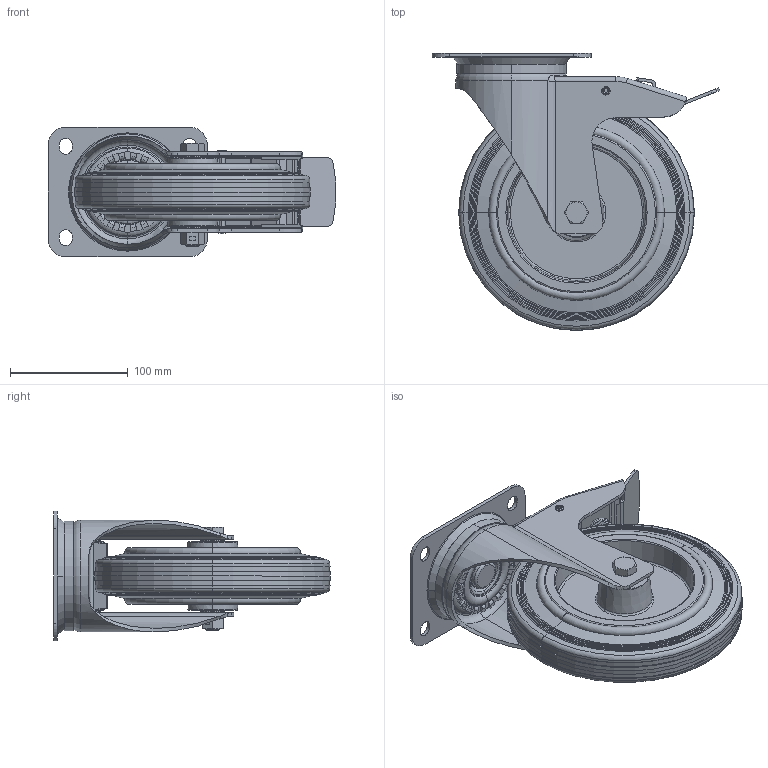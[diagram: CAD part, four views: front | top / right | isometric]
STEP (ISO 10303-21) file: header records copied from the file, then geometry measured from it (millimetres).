
FILE_DESCRIPTION (( 'STEP AP214' ), '1' );
FILE_NAME ('0056198.step', '2023-11-22T12:28:18', ( '' ), ( '' ), 'SwSTEP 2.0', 'SolidWorks 2020', '' );
FILE_SCHEMA (( 'AUTOMOTIVE_DESIGN' ));
Length unit declared in the file: millimetre
Products named in the file (1): 0056198
Bounding box: 244.14 x 235 x 110 mm (x, y, z)
Volume: 1125448.7 mm3; surface area: 329342.3 mm2
Topology: 20 solids, 20 shells, 1241 faces, 3053 edges, 1867 vertices
Faces by surface type: plane 475, cylinder 312, torus 245, cone 130, bspline 41, sphere 38
Entity records: 56265 total; most frequent: CARTESIAN_POINT 12957, DIRECTION 6495, ORIENTED_EDGE 6010, EDGE_CURVE 3005, AXIS2_PLACEMENT_3D 2595, VERTEX_POINT 1843, CIRCLE 1394, EDGE_LOOP 1324
